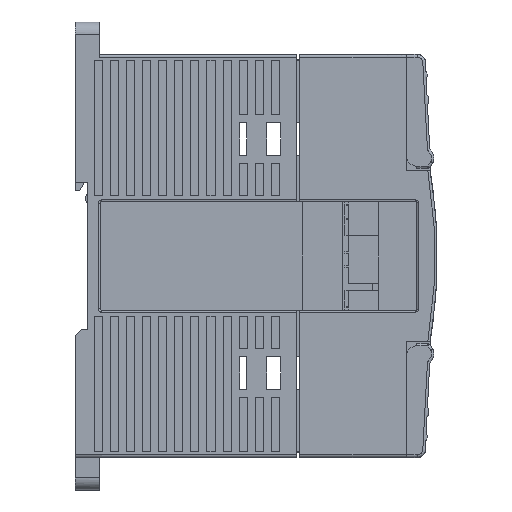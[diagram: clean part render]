
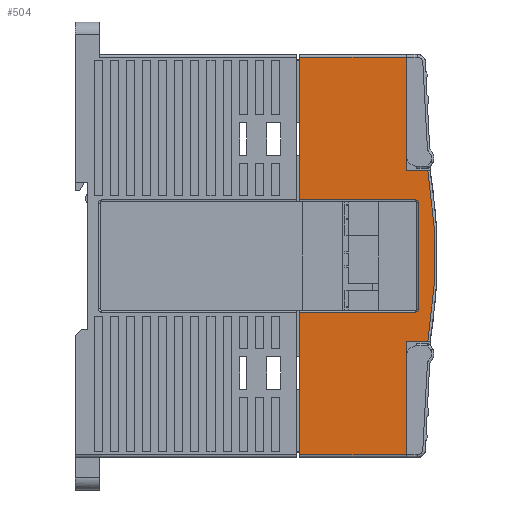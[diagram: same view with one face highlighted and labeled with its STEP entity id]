
A CAD part, left-side view. The second image highlights one B-rep face of the part: STEP entity #504.
In plain terms, the highlighted planar face has unit normal (-1, 0, 0).
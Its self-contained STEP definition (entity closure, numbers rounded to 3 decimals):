
#504=ADVANCED_FACE('',(#2809),#33758,.T.);
#2809=FACE_OUTER_BOUND('',#4816,.T.);
#4816=EDGE_LOOP('',(#9040,#9041,#9042,#9043,#9044,#9045,#9046,#9047,#9048,
#9049,#9050,#9051,#9052,#9053));
#9040=ORIENTED_EDGE('',*,*,#19247,.T.);
#9041=ORIENTED_EDGE('',*,*,#19246,.F.);
#9042=ORIENTED_EDGE('',*,*,#19245,.F.);
#9043=ORIENTED_EDGE('',*,*,#19248,.T.);
#9044=ORIENTED_EDGE('',*,*,#20425,.T.);
#9045=ORIENTED_EDGE('',*,*,#19228,.F.);
#9046=ORIENTED_EDGE('',*,*,#19030,.F.);
#9047=ORIENTED_EDGE('',*,*,#19200,.F.);
#9048=ORIENTED_EDGE('',*,*,#19171,.T.);
#9049=ORIENTED_EDGE('',*,*,#19187,.T.);
#9050=ORIENTED_EDGE('',*,*,#19021,.F.);
#9051=ORIENTED_EDGE('',*,*,#19237,.F.);
#9052=ORIENTED_EDGE('',*,*,#20419,.T.);
#9053=ORIENTED_EDGE('',*,*,#19249,.F.);
#19021=EDGE_CURVE('',#30114,#30113,#24100,.T.);
#19030=EDGE_CURVE('',#30123,#30122,#24103,.T.);
#19171=EDGE_CURVE('',#30243,#30244,#24177,.T.);
#19187=EDGE_CURVE('',#30244,#30113,#25146,.T.);
#19200=EDGE_CURVE('',#30243,#30123,#25156,.T.);
#19228=EDGE_CURVE('',#30122,#30279,#24191,.T.);
#19237=EDGE_CURVE('',#30283,#30114,#24194,.T.);
#19245=EDGE_CURVE('',#30292,#30291,#24199,.T.);
#19246=EDGE_CURVE('',#30291,#30293,#24200,.T.);
#19247=EDGE_CURVE('',#30294,#30293,#24201,.T.);
#19248=EDGE_CURVE('',#30292,#30290,#24202,.T.);
#19249=EDGE_CURVE('',#30294,#30288,#24203,.T.);
#20419=EDGE_CURVE('',#30283,#30288,#26244,.T.);
#20425=EDGE_CURVE('',#30290,#30279,#26248,.T.);
#24100=(
BOUNDED_CURVE()
B_SPLINE_CURVE(3,(#56296,#56297,#56298,#56299),.UNSPECIFIED.,.F.,.F.)
B_SPLINE_CURVE_WITH_KNOTS((4,4),(179.283,207.312),
 .UNSPECIFIED.)
CURVE()
GEOMETRIC_REPRESENTATION_ITEM()
RATIONAL_B_SPLINE_CURVE((1.,1.,1.,1.))
REPRESENTATION_ITEM('')
);
#24103=(
BOUNDED_CURVE()
B_SPLINE_CURVE(3,(#56325,#56326,#56327,#56328),.UNSPECIFIED.,.F.,.F.)
B_SPLINE_CURVE_WITH_KNOTS((4,4),(0.,28.03),.UNSPECIFIED.)
CURVE()
GEOMETRIC_REPRESENTATION_ITEM()
RATIONAL_B_SPLINE_CURVE((1.,1.,1.,1.))
REPRESENTATION_ITEM('')
);
#24177=(
BOUNDED_CURVE()
B_SPLINE_CURVE(3,(#56881,#56882,#56883,#56884,#56885,#56886,#56887),
 .UNSPECIFIED.,.F.,.F.)
B_SPLINE_CURVE_WITH_KNOTS((4,3,4),(-48.387,-27.068,
-5.748),.UNSPECIFIED.)
CURVE()
GEOMETRIC_REPRESENTATION_ITEM()
RATIONAL_B_SPLINE_CURVE((1.,1.,1.,1.,1.,1.,1.))
REPRESENTATION_ITEM('')
);
#24191=(
BOUNDED_CURVE()
B_SPLINE_CURVE(3,(#57110,#57111,#57112,#57113),.UNSPECIFIED.,.F.,.F.)
B_SPLINE_CURVE_WITH_KNOTS((4,4),(28.03,54.406),
 .UNSPECIFIED.)
CURVE()
GEOMETRIC_REPRESENTATION_ITEM()
RATIONAL_B_SPLINE_CURVE((1.,1.,1.,1.))
REPRESENTATION_ITEM('')
);
#24194=(
BOUNDED_CURVE()
B_SPLINE_CURVE(3,(#57134,#57135,#57136,#57137,#57138,#57139,#57140),
 .UNSPECIFIED.,.F.,.F.)
B_SPLINE_CURVE_WITH_KNOTS((4,3,4),(152.906,153.696,179.283),
 .UNSPECIFIED.)
CURVE()
GEOMETRIC_REPRESENTATION_ITEM()
RATIONAL_B_SPLINE_CURVE((1.,1.,1.,1.,1.,1.,1.))
REPRESENTATION_ITEM('')
);
#24199=(
BOUNDED_CURVE()
B_SPLINE_CURVE(3,(#57165,#57166,#57167,#57168,#57169),.UNSPECIFIED.,.F.,
 .F.)
B_SPLINE_CURVE_WITH_KNOTS((4,1,4),(0.,0.47,
0.942),.UNSPECIFIED.)
CURVE()
GEOMETRIC_REPRESENTATION_ITEM()
RATIONAL_B_SPLINE_CURVE((1.,1.,1.,1.,1.))
REPRESENTATION_ITEM('')
);
#24200=(
BOUNDED_CURVE()
B_SPLINE_CURVE(3,(#57170,#57171,#57172,#57173),.UNSPECIFIED.,.F.,.F.)
B_SPLINE_CURVE_WITH_KNOTS((4,4),(0.,26.6),
 .UNSPECIFIED.)
CURVE()
GEOMETRIC_REPRESENTATION_ITEM()
RATIONAL_B_SPLINE_CURVE((1.,1.,1.,1.))
REPRESENTATION_ITEM('')
);
#24201=(
BOUNDED_CURVE()
B_SPLINE_CURVE(3,(#57174,#57175,#57176,#57177,#57178),.UNSPECIFIED.,.F.,
 .F.)
B_SPLINE_CURVE_WITH_KNOTS((4,1,4),(0.,0.47,
0.942),.UNSPECIFIED.)
CURVE()
GEOMETRIC_REPRESENTATION_ITEM()
RATIONAL_B_SPLINE_CURVE((1.,1.,1.,1.,1.))
REPRESENTATION_ITEM('')
);
#24202=(
BOUNDED_CURVE()
B_SPLINE_CURVE(3,(#57179,#57180,#57181,#57182),.UNSPECIFIED.,.F.,.F.)
B_SPLINE_CURVE_WITH_KNOTS((4,4),(0.,28.78),
 .UNSPECIFIED.)
CURVE()
GEOMETRIC_REPRESENTATION_ITEM()
RATIONAL_B_SPLINE_CURVE((1.,1.,1.,1.))
REPRESENTATION_ITEM('')
);
#24203=(
BOUNDED_CURVE()
B_SPLINE_CURVE(3,(#57183,#57184,#57185,#57186),.UNSPECIFIED.,.F.,.F.)
B_SPLINE_CURVE_WITH_KNOTS((4,4),(0.,28.78),
 .UNSPECIFIED.)
CURVE()
GEOMETRIC_REPRESENTATION_ITEM()
RATIONAL_B_SPLINE_CURVE((1.,1.,1.,1.))
REPRESENTATION_ITEM('')
);
#25146=B_SPLINE_CURVE_WITH_KNOTS('',1,(#56981,#56982),.UNSPECIFIED.,.F.,
 .F.,(2,2),(0.918,6.27),.UNSPECIFIED.);
#25156=B_SPLINE_CURVE_WITH_KNOTS('',1,(#57020,#57021),.UNSPECIFIED.,.F.,
 .F.,(2,2),(0.005,5.356),.UNSPECIFIED.);
#26244=B_SPLINE_CURVE_WITH_KNOTS('',1,(#60104,#60105),.UNSPECIFIED.,.F.,
 .F.,(2,2),(-98.5,-63.15),.UNSPECIFIED.);
#26248=B_SPLINE_CURVE_WITH_KNOTS('',1,(#60130,#60131),.UNSPECIFIED.,.F.,
 .F.,(2,2),(-35.35,0.),.UNSPECIFIED.);
#30113=VERTEX_POINT('',#54307);
#30114=VERTEX_POINT('',#54308);
#30122=VERTEX_POINT('',#54316);
#30123=VERTEX_POINT('',#54317);
#30243=VERTEX_POINT('',#54437);
#30244=VERTEX_POINT('',#54438);
#30279=VERTEX_POINT('',#54473);
#30283=VERTEX_POINT('',#54477);
#30288=VERTEX_POINT('',#54482);
#30290=VERTEX_POINT('',#54484);
#30291=VERTEX_POINT('',#54485);
#30292=VERTEX_POINT('',#54486);
#30293=VERTEX_POINT('',#54487);
#30294=VERTEX_POINT('',#54488);
#33758=PLANE('',#35347);
#35347=AXIS2_PLACEMENT_3D('',#51404,#36920,$);
#36920=DIRECTION('',(-1.,0.,0.));
#51404=CARTESIAN_POINT('',(-175.32,-59.202,170.199));
#54307=CARTESIAN_POINT('',(-175.32,-50.896,240.768));
#54308=CARTESIAN_POINT('',(-175.32,-50.896,268.797));
#54316=CARTESIAN_POINT('',(-175.32,-50.896,170.297));
#54317=CARTESIAN_POINT('',(-175.32,-50.896,198.327));
#54437=CARTESIAN_POINT('',(-175.32,-56.248,198.327));
#54438=CARTESIAN_POINT('',(-175.32,-56.248,240.768));
#54473=CARTESIAN_POINT('',(-175.32,-24.52,170.297));
#54477=CARTESIAN_POINT('',(-175.32,-24.52,268.797));
#54482=CARTESIAN_POINT('',(-175.32,-24.52,233.447));
#54484=CARTESIAN_POINT('',(-175.32,-24.52,205.647));
#54485=CARTESIAN_POINT('',(-175.32,-53.9,206.247));
#54486=CARTESIAN_POINT('',(-175.32,-53.3,205.647));
#54487=CARTESIAN_POINT('',(-175.32,-53.9,232.847));
#54488=CARTESIAN_POINT('',(-175.32,-53.3,233.447));
#56296=CARTESIAN_POINT('',(-175.32,-50.896,268.797));
#56297=CARTESIAN_POINT('',(-175.32,-50.896,259.454));
#56298=CARTESIAN_POINT('',(-175.32,-50.896,250.111));
#56299=CARTESIAN_POINT('',(-175.32,-50.896,240.768));
#56325=CARTESIAN_POINT('',(-175.32,-50.896,198.327));
#56326=CARTESIAN_POINT('',(-175.32,-50.896,188.984));
#56327=CARTESIAN_POINT('',(-175.32,-50.896,179.641));
#56328=CARTESIAN_POINT('',(-175.32,-50.896,170.297));
#56881=CARTESIAN_POINT('',(-175.32,-56.248,198.327));
#56882=CARTESIAN_POINT('',(-175.32,-57.43,205.335));
#56883=CARTESIAN_POINT('',(-175.32,-58.026,212.441));
#56884=CARTESIAN_POINT('',(-175.32,-58.026,219.547));
#56885=CARTESIAN_POINT('',(-175.32,-58.026,226.654));
#56886=CARTESIAN_POINT('',(-175.32,-57.43,233.76));
#56887=CARTESIAN_POINT('',(-175.32,-56.248,240.768));
#56981=CARTESIAN_POINT('',(-175.32,-56.248,240.768));
#56982=CARTESIAN_POINT('',(-175.32,-50.896,240.768));
#57020=CARTESIAN_POINT('',(-175.32,-56.248,198.327));
#57021=CARTESIAN_POINT('',(-175.32,-50.896,198.327));
#57110=CARTESIAN_POINT('',(-175.32,-50.896,170.297));
#57111=CARTESIAN_POINT('',(-175.32,-42.104,170.297));
#57112=CARTESIAN_POINT('',(-175.32,-33.312,170.297));
#57113=CARTESIAN_POINT('',(-175.32,-24.52,170.297));
#57134=CARTESIAN_POINT('',(-175.32,-24.52,268.797));
#57135=CARTESIAN_POINT('',(-175.32,-24.783,268.797));
#57136=CARTESIAN_POINT('',(-175.32,-25.047,268.797));
#57137=CARTESIAN_POINT('',(-175.32,-25.31,268.797));
#57138=CARTESIAN_POINT('',(-175.32,-33.839,268.797));
#57139=CARTESIAN_POINT('',(-175.32,-42.367,268.797));
#57140=CARTESIAN_POINT('',(-175.32,-50.896,268.797));
#57165=CARTESIAN_POINT('',(-175.32,-53.3,205.647));
#57166=CARTESIAN_POINT('',(-175.32,-53.456,205.646));
#57167=CARTESIAN_POINT('',(-175.32,-53.769,205.777));
#57168=CARTESIAN_POINT('',(-175.32,-53.901,206.09));
#57169=CARTESIAN_POINT('',(-175.32,-53.9,206.247));
#57170=CARTESIAN_POINT('',(-175.32,-53.9,206.247));
#57171=CARTESIAN_POINT('',(-175.32,-53.9,215.114));
#57172=CARTESIAN_POINT('',(-175.32,-53.9,223.981));
#57173=CARTESIAN_POINT('',(-175.32,-53.9,232.847));
#57174=CARTESIAN_POINT('',(-175.32,-53.3,233.447));
#57175=CARTESIAN_POINT('',(-175.32,-53.456,233.449));
#57176=CARTESIAN_POINT('',(-175.32,-53.769,233.318));
#57177=CARTESIAN_POINT('',(-175.32,-53.901,233.005));
#57178=CARTESIAN_POINT('',(-175.32,-53.9,232.847));
#57179=CARTESIAN_POINT('',(-175.32,-53.3,205.647));
#57180=CARTESIAN_POINT('',(-175.32,-43.706,205.647));
#57181=CARTESIAN_POINT('',(-175.32,-34.113,205.647));
#57182=CARTESIAN_POINT('',(-175.32,-24.52,205.647));
#57183=CARTESIAN_POINT('',(-175.32,-53.3,233.447));
#57184=CARTESIAN_POINT('',(-175.32,-43.706,233.447));
#57185=CARTESIAN_POINT('',(-175.32,-34.113,233.447));
#57186=CARTESIAN_POINT('',(-175.32,-24.52,233.447));
#60104=CARTESIAN_POINT('',(-175.32,-24.52,268.797));
#60105=CARTESIAN_POINT('',(-175.32,-24.52,233.447));
#60130=CARTESIAN_POINT('',(-175.32,-24.52,205.647));
#60131=CARTESIAN_POINT('',(-175.32,-24.52,170.297));
